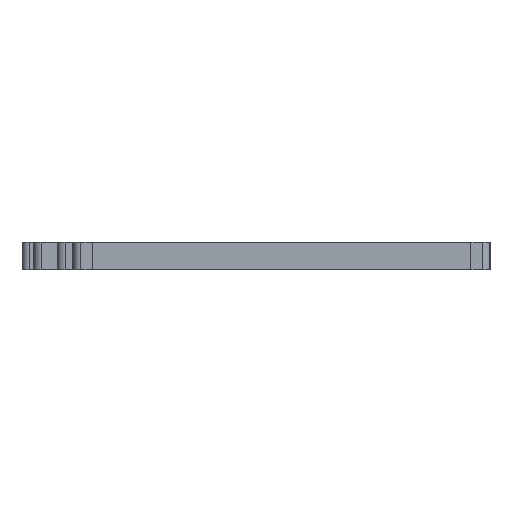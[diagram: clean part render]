
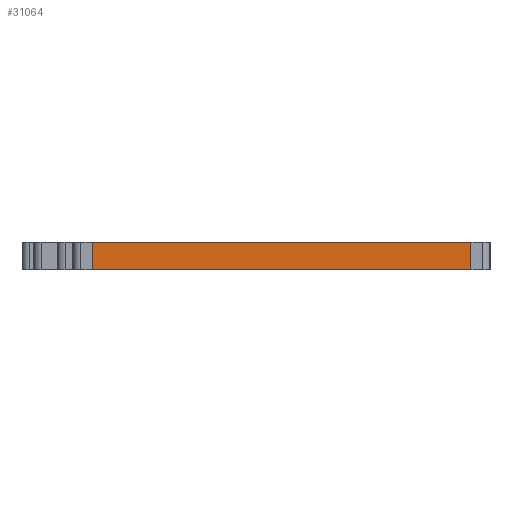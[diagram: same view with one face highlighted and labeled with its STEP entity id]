
A CAD part, left-side view. The second image highlights one B-rep face of the part: STEP entity #31064.
In plain terms, the highlighted planar face has unit normal (-1, 0, 0).
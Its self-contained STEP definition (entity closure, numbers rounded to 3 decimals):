
#3382=ORIENTED_EDGE('',*,*,#11638,.T.);
#3383=ORIENTED_EDGE('',*,*,#11639,.F.);
#3384=ORIENTED_EDGE('',*,*,#11640,.F.);
#3385=ORIENTED_EDGE('',*,*,#11637,.T.);
#11637=EDGE_CURVE('',#15355,#15357,#19197,.T.);
#11638=EDGE_CURVE('',#15357,#15358,#19198,.T.);
#11639=EDGE_CURVE('',#15359,#15358,#19199,.T.);
#11640=EDGE_CURVE('',#15355,#15359,#19200,.T.);
#15355=VERTEX_POINT('',#45945);
#15357=VERTEX_POINT('',#45949);
#15358=VERTEX_POINT('',#45953);
#15359=VERTEX_POINT('',#45955);
#19197=LINE('',#45950,#23701);
#19198=LINE('',#45952,#23702);
#19199=LINE('',#45954,#23703);
#19200=LINE('',#45956,#23704);
#23701=VECTOR('',#37489,1000.);
#23702=VECTOR('',#37492,1000.);
#23703=VECTOR('',#37493,1000.);
#23704=VECTOR('',#37494,1000.);
#26532=EDGE_LOOP('',(#3382,#3383,#3384,#3385));
#28048=FACE_BOUND('',#26532,.T.);
#29564=PLANE('',#32605);
#31064=ADVANCED_FACE('',(#28048),#29564,.F.);
#32605=AXIS2_PLACEMENT_3D('',#45951,#37490,#37491);
#37489=DIRECTION('',(0.,0.,-1.));
#37490=DIRECTION('',(1.,0.,0.));
#37491=DIRECTION('',(0.,1.,0.));
#37492=DIRECTION('',(0.,-1.,0.));
#37493=DIRECTION('',(0.,0.,-1.));
#37494=DIRECTION('',(0.,-1.,0.));
#45945=CARTESIAN_POINT('',(-71.288,32.935,5.5));
#45949=CARTESIAN_POINT('',(-71.288,32.935,0.));
#45950=CARTESIAN_POINT('',(-71.288,32.935,5.5));
#45951=CARTESIAN_POINT('',(-71.3,-5.165,5.5));
#45952=CARTESIAN_POINT('',(-71.3,-5.165,0.));
#45953=CARTESIAN_POINT('',(-71.313,-43.265,0.));
#45954=CARTESIAN_POINT('',(-71.313,-43.265,5.5));
#45955=CARTESIAN_POINT('',(-71.313,-43.265,5.5));
#45956=CARTESIAN_POINT('',(-71.3,-5.165,5.5));
